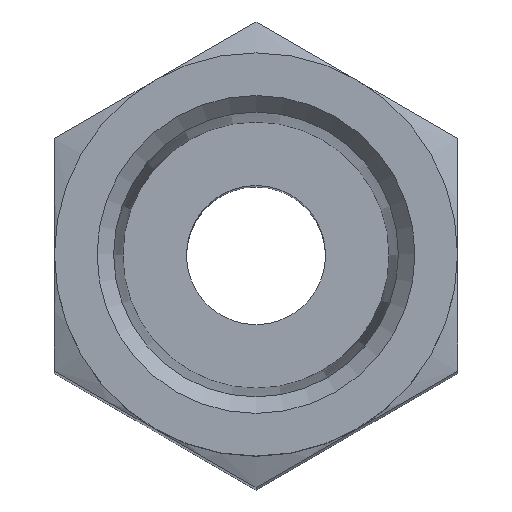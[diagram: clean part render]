
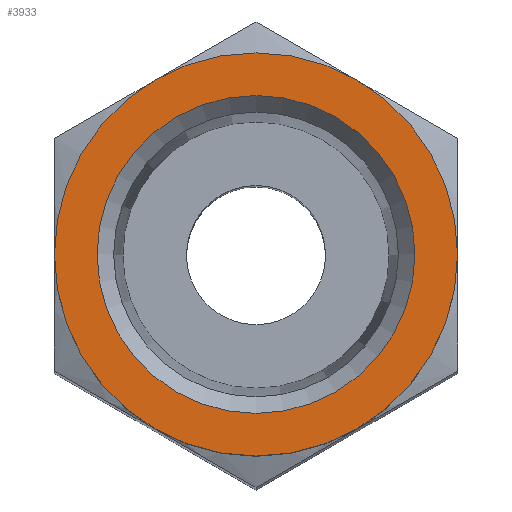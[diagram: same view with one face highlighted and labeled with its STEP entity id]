
A CAD part, top view. The second image highlights one B-rep face of the part: STEP entity #3933.
In plain terms, the highlighted planar face has unit normal (0, 0, 1).
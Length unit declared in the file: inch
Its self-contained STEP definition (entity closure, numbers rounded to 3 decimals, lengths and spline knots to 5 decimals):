
#3165=CARTESIAN_POINT('',(0.345,0.,3.5));
#3166=VERTEX_POINT('',#3165);
#3167=CARTESIAN_POINT('',(0.0,0.,3.5));
#3168=DIRECTION('',(0.0,0.0,-1.0));
#3169=DIRECTION('',(-1.0,0.0,0.0));
#3170=AXIS2_PLACEMENT_3D('',#3167,#3168,#3169);
#3171=CIRCLE('',#3170,0.345);
#3172=EDGE_CURVE('',#3166,#3166,#3171,.T.);
#3868=CARTESIAN_POINT('',(0.21875,0.37889,3.5));
#3869=VERTEX_POINT('',#3868);
#3870=CARTESIAN_POINT('',(0.0,0.0,3.5));
#3871=DIRECTION('',(0.0,0.0,1.0));
#3872=DIRECTION('',(-1.0,0.0,0.0));
#3873=AXIS2_PLACEMENT_3D('',#3870,#3871,#3872);
#3874=CIRCLE('',#3873,0.4375);
#3875=EDGE_CURVE('',#3869,#3869,#3874,.T.);
#3922=CARTESIAN_POINT('',(0.,0.,3.5));
#3923=DIRECTION('',(0.0,0.0,1.0));
#3924=DIRECTION('',(1.0,0.0,0.0));
#3925=AXIS2_PLACEMENT_3D('',#3922,#3923,#3924);
#3926=PLANE('',#3925);
#3927=ORIENTED_EDGE('',*,*,#3875,.T.);
#3928=EDGE_LOOP('',(#3927));
#3929=FACE_OUTER_BOUND('',#3928,.T.);
#3930=ORIENTED_EDGE('',*,*,#3172,.T.);
#3931=EDGE_LOOP('',(#3930));
#3932=FACE_BOUND('',#3931,.T.);
#3933=ADVANCED_FACE('',(#3929,#3932),#3926,.T.);
